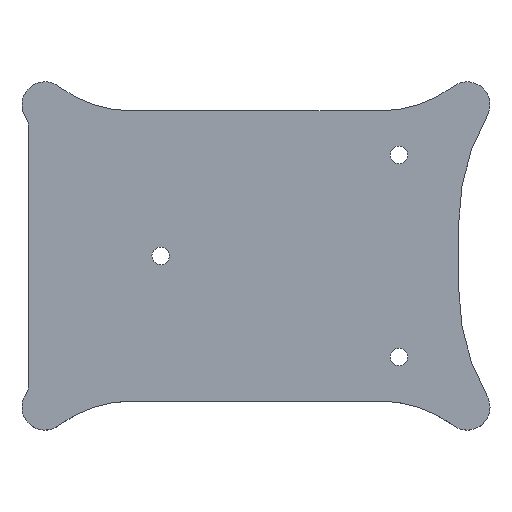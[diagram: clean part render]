
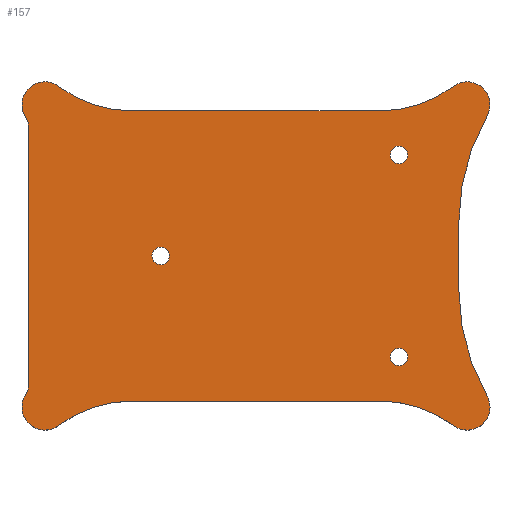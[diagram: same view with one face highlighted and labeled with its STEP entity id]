
A CAD part, top view. The second image highlights one B-rep face of the part: STEP entity #157.
In plain terms, the highlighted planar face has unit normal (0, 0, 1).
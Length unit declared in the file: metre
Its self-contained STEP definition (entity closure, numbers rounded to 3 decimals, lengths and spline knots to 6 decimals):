
#157 = ADVANCED_FACE( '', ( #408, #409, #410, #411 ), #412, .T. );
#408 = FACE_BOUND( '', #766, .T. );
#409 = FACE_BOUND( '', #767, .T. );
#410 = FACE_BOUND( '', #768, .T. );
#411 = FACE_OUTER_BOUND( '', #769, .T. );
#412 = PLANE( '', #770 );
#766 = EDGE_LOOP( '', ( #1199 ) );
#767 = EDGE_LOOP( '', ( #1200 ) );
#768 = EDGE_LOOP( '', ( #1201 ) );
#769 = EDGE_LOOP( '', ( #1202, #1203, #1204, #1205, #1206, #1207, #1208, #1209, #1210, #1211, #1212, #1213, #1214, #1215, #1216, #1217 ) );
#770 = AXIS2_PLACEMENT_3D( '', #1218, #1219, #1220 );
#1199 = ORIENTED_EDGE( '', *, *, #2210, .F. );
#1200 = ORIENTED_EDGE( '', *, *, #2211, .F. );
#1201 = ORIENTED_EDGE( '', *, *, #2212, .F. );
#1202 = ORIENTED_EDGE( '', *, *, #2213, .F. );
#1203 = ORIENTED_EDGE( '', *, *, #2214, .F. );
#1204 = ORIENTED_EDGE( '', *, *, #2215, .F. );
#1205 = ORIENTED_EDGE( '', *, *, #2216, .F. );
#1206 = ORIENTED_EDGE( '', *, *, #2217, .F. );
#1207 = ORIENTED_EDGE( '', *, *, #2218, .F. );
#1208 = ORIENTED_EDGE( '', *, *, #2219, .F. );
#1209 = ORIENTED_EDGE( '', *, *, #2220, .F. );
#1210 = ORIENTED_EDGE( '', *, *, #2221, .F. );
#1211 = ORIENTED_EDGE( '', *, *, #2151, .F. );
#1212 = ORIENTED_EDGE( '', *, *, #2222, .F. );
#1213 = ORIENTED_EDGE( '', *, *, #2223, .F. );
#1214 = ORIENTED_EDGE( '', *, *, #2224, .F. );
#1215 = ORIENTED_EDGE( '', *, *, #2225, .F. );
#1216 = ORIENTED_EDGE( '', *, *, #2226, .F. );
#1217 = ORIENTED_EDGE( '', *, *, #2227, .F. );
#1218 = CARTESIAN_POINT( '', ( 0.048959, -0.037221, 0.005983 ) );
#1219 = DIRECTION( '', ( 0., 0., 1. ) );
#1220 = DIRECTION( '', ( 0., 1., 0. ) );
#2151 = EDGE_CURVE( '', #2582, #2577, #2584, .T. );
#2210 = EDGE_CURVE( '', #2690, #2690, #2691, .T. );
#2211 = EDGE_CURVE( '', #2692, #2692, #2693, .T. );
#2212 = EDGE_CURVE( '', #2694, #2694, #2695, .T. );
#2213 = EDGE_CURVE( '', #2696, #2697, #2698, .T. );
#2214 = EDGE_CURVE( '', #2699, #2696, #2700, .T. );
#2215 = EDGE_CURVE( '', #2701, #2699, #2702, .T. );
#2216 = EDGE_CURVE( '', #2703, #2701, #2704, .T. );
#2217 = EDGE_CURVE( '', #2705, #2703, #2706, .T. );
#2218 = EDGE_CURVE( '', #2707, #2705, #2708, .T. );
#2219 = EDGE_CURVE( '', #2709, #2707, #2710, .T. );
#2220 = EDGE_CURVE( '', #2711, #2709, #2712, .T. );
#2221 = EDGE_CURVE( '', #2577, #2711, #2713, .T. );
#2222 = EDGE_CURVE( '', #2714, #2582, #2715, .T. );
#2223 = EDGE_CURVE( '', #2716, #2714, #2717, .T. );
#2224 = EDGE_CURVE( '', #2718, #2716, #2719, .T. );
#2225 = EDGE_CURVE( '', #2720, #2718, #2721, .T. );
#2226 = EDGE_CURVE( '', #2722, #2720, #2723, .T. );
#2227 = EDGE_CURVE( '', #2697, #2722, #2724, .T. );
#2577 = VERTEX_POINT( '', #3213 );
#2582 = VERTEX_POINT( '', #3219 );
#2584 = CIRCLE( '', #3222, 0.04445 );
#2690 = VERTEX_POINT( '', #3359 );
#2691 = CIRCLE( '', #3360, 0.001829 );
#2692 = VERTEX_POINT( '', #3361 );
#2693 = CIRCLE( '', #3362, 0.001829 );
#2694 = VERTEX_POINT( '', #3363 );
#2695 = CIRCLE( '', #3364, 0.001829 );
#2696 = VERTEX_POINT( '', #3365 );
#2697 = VERTEX_POINT( '', #3366 );
#2698 = LINE( '', #3367, #3368 );
#2699 = VERTEX_POINT( '', #3369 );
#2700 = CIRCLE( '', #3370, 0.003429 );
#2701 = VERTEX_POINT( '', #3371 );
#2702 = CIRCLE( '', #3372, 0.004763 );
#2703 = VERTEX_POINT( '', #3373 );
#2704 = CIRCLE( '', #3374, 0.0254 );
#2705 = VERTEX_POINT( '', #3375 );
#2706 = LINE( '', #3376, #3377 );
#2707 = VERTEX_POINT( '', #3378 );
#2708 = CIRCLE( '', #3379, 0.0254 );
#2709 = VERTEX_POINT( '', #3380 );
#2710 = CIRCLE( '', #3381, 0.004763 );
#2711 = VERTEX_POINT( '', #3382 );
#2712 = CIRCLE( '', #3383, 0.04445 );
#2713 = LINE( '', #3384, #3385 );
#2714 = VERTEX_POINT( '', #3386 );
#2715 = CIRCLE( '', #3387, 0.004763 );
#2716 = VERTEX_POINT( '', #3388 );
#2717 = CIRCLE( '', #3389, 0.0254 );
#2718 = VERTEX_POINT( '', #3390 );
#2719 = LINE( '', #3391, #3392 );
#2720 = VERTEX_POINT( '', #3393 );
#2721 = CIRCLE( '', #3394, 0.0254 );
#2722 = VERTEX_POINT( '', #3395 );
#2723 = CIRCLE( '', #3396, 0.004763 );
#2724 = CIRCLE( '', #3397, 0.003429 );
#3213 = CARTESIAN_POINT( '', ( 0.041179, 0.007603, 0.005983 ) );
#3219 = CARTESIAN_POINT( '', ( 0.047035, 0.029655, 0.005983 ) );
#3222 = AXIS2_PLACEMENT_3D( '', #4021, #4022, #4023 );
#3359 = CARTESIAN_POINT( '', ( -0.018961, 0.000585, 0.005983 ) );
#3360 = AXIS2_PLACEMENT_3D( '', #4112, #4113, #4114 );
#3361 = CARTESIAN_POINT( '', ( 0.030569, -0.020433, 0.005983 ) );
#3362 = AXIS2_PLACEMENT_3D( '', #4115, #4116, #4117 );
#3363 = CARTESIAN_POINT( '', ( 0.030569, 0.021604, 0.005983 ) );
#3364 = AXIS2_PLACEMENT_3D( '', #4118, #4119, #4120 );
#3365 = CARTESIAN_POINT( '', ( -0.048273, -0.026347, 0.005983 ) );
#3366 = CARTESIAN_POINT( '', ( -0.048273, 0.027517, 0.005983 ) );
#3367 = CARTESIAN_POINT( '', ( -0.048273, -0.025505, 0.005983 ) );
#3368 = VECTOR( '', #4121, 1. );
#3369 = CARTESIAN_POINT( '', ( -0.048837, -0.028231, 0.005983 ) );
#3370 = AXIS2_PLACEMENT_3D( '', #4122, #4123, #4124 );
#3371 = CARTESIAN_POINT( '', ( -0.042, -0.034657, 0.005983 ) );
#3372 = AXIS2_PLACEMENT_3D( '', #4125, #4126, #4127 );
#3373 = CARTESIAN_POINT( '', ( -0.02676, -0.029577, 0.005983 ) );
#3374 = AXIS2_PLACEMENT_3D( '', #4128, #4129, #4130 );
#3375 = CARTESIAN_POINT( '', ( 0.024802, -0.029577, 0.005983 ) );
#3376 = CARTESIAN_POINT( '', ( -0.000979, -0.029577, 0.005983 ) );
#3377 = VECTOR( '', #4131, 1. );
#3378 = CARTESIAN_POINT( '', ( 0.040042, -0.034657, 0.005983 ) );
#3379 = AXIS2_PLACEMENT_3D( '', #4132, #4133, #4134 );
#3380 = CARTESIAN_POINT( '', ( 0.047035, -0.028485, 0.005983 ) );
#3381 = AXIS2_PLACEMENT_3D( '', #4135, #4136, #4137 );
#3382 = CARTESIAN_POINT( '', ( 0.041179, -0.006433, 0.005983 ) );
#3383 = AXIS2_PLACEMENT_3D( '', #4138, #4139, #4140 );
#3384 = CARTESIAN_POINT( '', ( 0.041179, 0.000585, 0.005983 ) );
#3385 = VECTOR( '', #4141, 1. );
#3386 = CARTESIAN_POINT( '', ( 0.040042, 0.035828, 0.005983 ) );
#3387 = AXIS2_PLACEMENT_3D( '', #4142, #4143, #4144 );
#3388 = CARTESIAN_POINT( '', ( 0.024802, 0.030748, 0.005983 ) );
#3389 = AXIS2_PLACEMENT_3D( '', #4145, #4146, #4147 );
#3390 = CARTESIAN_POINT( '', ( -0.02676, 0.030748, 0.005983 ) );
#3391 = CARTESIAN_POINT( '', ( -0.000979, 0.030748, 0.005983 ) );
#3392 = VECTOR( '', #4148, 1. );
#3393 = CARTESIAN_POINT( '', ( -0.042, 0.035828, 0.005983 ) );
#3394 = AXIS2_PLACEMENT_3D( '', #4149, #4150, #4151 );
#3395 = CARTESIAN_POINT( '', ( -0.048837, 0.029401, 0.005983 ) );
#3396 = AXIS2_PLACEMENT_3D( '', #4152, #4153, #4154 );
#3397 = AXIS2_PLACEMENT_3D( '', #4155, #4156, #4157 );
#4021 = CARTESIAN_POINT( '', ( 0.085629, 0.007603, 0.005983 ) );
#4022 = DIRECTION( '', ( 0., 0., 1. ) );
#4023 = DIRECTION( '', ( -0.868, 0.496, 0. ) );
#4112 = CARTESIAN_POINT( '', ( -0.02079, 0.000585, 0.005983 ) );
#4113 = DIRECTION( '', ( 0., 0., 1. ) );
#4114 = DIRECTION( '', ( 1., 0., 0. ) );
#4115 = CARTESIAN_POINT( '', ( 0.02874, -0.020433, 0.005983 ) );
#4116 = DIRECTION( '', ( 0., 0., 1. ) );
#4117 = DIRECTION( '', ( 1., 0., 0. ) );
#4118 = CARTESIAN_POINT( '', ( 0.02874, 0.021604, 0.005983 ) );
#4119 = DIRECTION( '', ( 0., 0., 1. ) );
#4120 = DIRECTION( '', ( 1., 0., 0. ) );
#4121 = DIRECTION( '', ( 0., 1., 0. ) );
#4122 = CARTESIAN_POINT( '', ( -0.051702, -0.026347, 0.005983 ) );
#4123 = DIRECTION( '', ( 0., 0., 1. ) );
#4124 = DIRECTION( '', ( 1., 0., 0. ) );
#4125 = CARTESIAN_POINT( '', ( -0.044857, -0.030847, 0.005983 ) );
#4126 = DIRECTION( '', ( 0., 0., -1. ) );
#4127 = DIRECTION( '', ( 0.6, -0.8, 0. ) );
#4128 = CARTESIAN_POINT( '', ( -0.02676, -0.054977, 0.005983 ) );
#4129 = DIRECTION( '', ( 0., 0., 1. ) );
#4130 = DIRECTION( '', ( 0., 1., 0. ) );
#4131 = DIRECTION( '', ( -1., 0., 0. ) );
#4132 = CARTESIAN_POINT( '', ( 0.024802, -0.054977, 0.005983 ) );
#4133 = DIRECTION( '', ( 0., 0., 1. ) );
#4134 = DIRECTION( '', ( 0.6, 0.8, 0. ) );
#4135 = CARTESIAN_POINT( '', ( 0.0429, -0.030847, 0.005983 ) );
#4136 = DIRECTION( '', ( 0., 0., -1. ) );
#4137 = DIRECTION( '', ( 0.868, 0.496, 0. ) );
#4138 = CARTESIAN_POINT( '', ( 0.085629, -0.006433, 0.005983 ) );
#4139 = DIRECTION( '', ( 0., 0., 1. ) );
#4140 = DIRECTION( '', ( -1., 0., 0. ) );
#4141 = DIRECTION( '', ( 0., -1., 0. ) );
#4142 = CARTESIAN_POINT( '', ( 0.0429, 0.032018, 0.005983 ) );
#4143 = DIRECTION( '', ( 0., 0., -1. ) );
#4144 = DIRECTION( '', ( -0.6, 0.8, 0. ) );
#4145 = CARTESIAN_POINT( '', ( 0.024802, 0.056148, 0.005983 ) );
#4146 = DIRECTION( '', ( 0., 0., 1. ) );
#4147 = DIRECTION( '', ( 0., -1., 0. ) );
#4148 = DIRECTION( '', ( 1., 0., 0. ) );
#4149 = CARTESIAN_POINT( '', ( -0.02676, 0.056148, 0.005983 ) );
#4150 = DIRECTION( '', ( 0., 0., 1. ) );
#4151 = DIRECTION( '', ( -0.6, -0.8, 0. ) );
#4152 = CARTESIAN_POINT( '', ( -0.044857, 0.032018, 0.005983 ) );
#4153 = DIRECTION( '', ( 0., 0., -1. ) );
#4154 = DIRECTION( '', ( -0.758, -0.652, 0. ) );
#4155 = CARTESIAN_POINT( '', ( -0.051702, 0.027517, 0.005983 ) );
#4156 = DIRECTION( '', ( 0., 0., 1. ) );
#4157 = DIRECTION( '', ( 1., 0., 0. ) );
